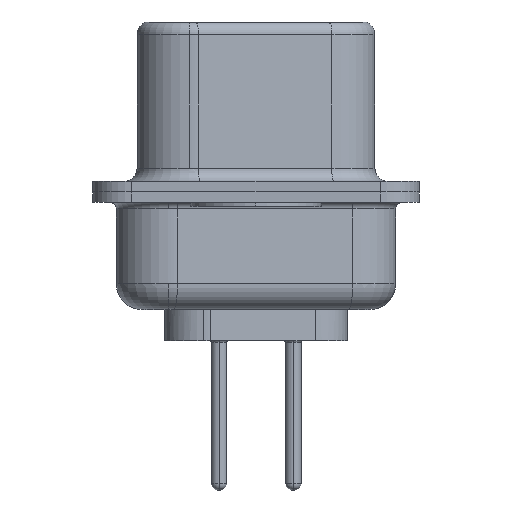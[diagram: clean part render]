
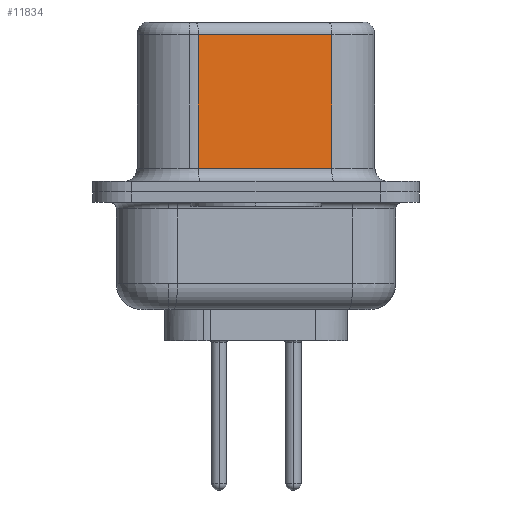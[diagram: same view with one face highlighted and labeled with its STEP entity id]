
A CAD part, left-side view. The second image highlights one B-rep face of the part: STEP entity #11834.
In plain terms, the highlighted planar face has unit normal (-0.985, -0.174, 0).
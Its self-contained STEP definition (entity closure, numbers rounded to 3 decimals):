
#360 = LINE ( 'NONE', #17733, #4767 ) ;
#910 = CARTESIAN_POINT ( 'NONE',  ( 3.68, 2.203, 6.52 ) ) ;
#2333 = PLANE ( 'NONE',  #12014 ) ;
#2721 = EDGE_CURVE ( 'NONE', #10408, #9695, #360, .T. ) ;
#2736 = LINE ( 'NONE', #910, #14510 ) ;
#4767 = VECTOR ( 'NONE', #18022, 1000. ) ;
#6315 = LINE ( 'NONE', #15163, #6862 ) ;
#6646 = FACE_OUTER_BOUND ( 'NONE', #11214, .T. ) ;
#6862 = VECTOR ( 'NONE', #16711, 1000. ) ;
#7216 = CARTESIAN_POINT ( 'NONE',  ( 3.68, 2.203, 6.02 ) ) ;
#7907 = CARTESIAN_POINT ( 'NONE',  ( 4.58, -2.897, 6.02 ) ) ;
#8375 = DIRECTION ( 'NONE',  ( 0., 0., -1. ) ) ;
#8833 = CARTESIAN_POINT ( 'NONE',  ( 4.58, -2.897, 6.02 ) ) ;
#9513 = DIRECTION ( 'NONE',  ( -0.174, 0.985, 0. ) ) ;
#9595 = DIRECTION ( 'NONE',  ( -0.174, 0.985, 0. ) ) ;
#9695 = VERTEX_POINT ( 'NONE', #18394 ) ;
#10045 = ORIENTED_EDGE ( 'NONE', *, *, #12124, .F. ) ;
#10171 = VERTEX_POINT ( 'NONE', #8833 ) ;
#10408 = VERTEX_POINT ( 'NONE', #14896 ) ;
#10465 = ORIENTED_EDGE ( 'NONE', *, *, #15602, .T. ) ;
#10941 = ORIENTED_EDGE ( 'NONE', *, *, #2721, .T. ) ;
#11214 = EDGE_LOOP ( 'NONE', ( #10045, #10465, #11453, #10941 ) ) ;
#11453 = ORIENTED_EDGE ( 'NONE', *, *, #13935, .T. ) ;
#11834 = ADVANCED_FACE ( 'NONE', ( #6646 ), #2333, .F. ) ;
#12014 = AXIS2_PLACEMENT_3D ( 'NONE', #12436, #12251, #9595 ) ;
#12124 = EDGE_CURVE ( 'NONE', #10171, #9695, #6315, .T. ) ;
#12251 = DIRECTION ( 'NONE',  ( 0.985, 0.174, 0. ) ) ;
#12436 = CARTESIAN_POINT ( 'NONE',  ( 4.58, -2.897, 6.52 ) ) ;
#13503 = LINE ( 'NONE', #7907, #16039 ) ;
#13935 = EDGE_CURVE ( 'NONE', #17618, #10408, #2736, .T. ) ;
#14510 = VECTOR ( 'NONE', #8375, 1000. ) ;
#14896 = CARTESIAN_POINT ( 'NONE',  ( 3.68, 2.203, 0.9 ) ) ;
#15163 = CARTESIAN_POINT ( 'NONE',  ( 4.58, -2.897, 6.52 ) ) ;
#15602 = EDGE_CURVE ( 'NONE', #10171, #17618, #13503, .T. ) ;
#16039 = VECTOR ( 'NONE', #9513, 1000. ) ;
#16711 = DIRECTION ( 'NONE',  ( 0., 0., -1. ) ) ;
#17618 = VERTEX_POINT ( 'NONE', #7216 ) ;
#17733 = CARTESIAN_POINT ( 'NONE',  ( 4.58, -2.897, 0.9 ) ) ;
#18022 = DIRECTION ( 'NONE',  ( 0.174, -0.985, 0. ) ) ;
#18394 = CARTESIAN_POINT ( 'NONE',  ( 4.58, -2.897, 0.9 ) ) ;
